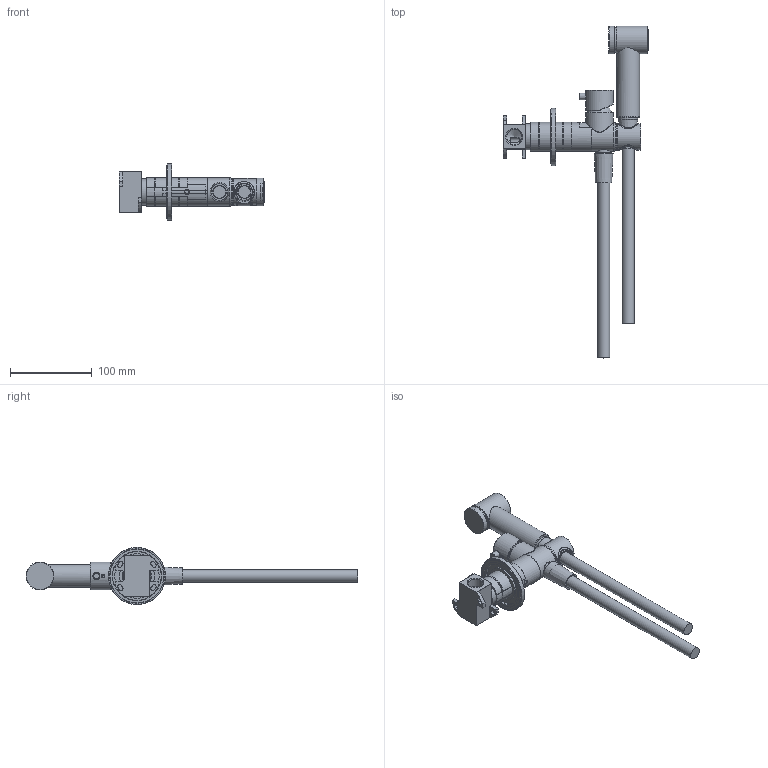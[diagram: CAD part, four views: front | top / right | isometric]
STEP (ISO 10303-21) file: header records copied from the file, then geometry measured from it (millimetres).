
FILE_DESCRIPTION(/* description */ ('Unknown'),/* implementation_level */ '2;1');
FILE_NAME(/* name */ 'KHDS2-20',/* time_stamp */ '2020-03-18T15:08:12+01:00',/* author */ ('Unknown'),/* organization */ ('Unknown'),/* preprocessor_version */ 'ST-DEVELOPER v16.7',/* originating_system */ 'DEX',/* authorisation */ $);
FILE_SCHEMA (('AUTOMOTIVE_DESIGN {1 0 10303 214 3 1 1}'));
Length unit declared in the file: millimetre
Products named in the file (37): KHDS2-00 rel1; HBKDSH2-00; KHDS2-02; KHDS2-04; KHDS2-03; KHDS2-01; BR003-11; KHDS2-05; KHDS2EXT-00; KHDS2-08; KHDS2-06 rel1; CB029-04 rel1; KHDS2-07; B002-001; SSR400003_ASM_4_ASM; ASM0001_ASM_1_ASM_5_ASM; 001_AF2_1_1; 003_1_1; SPINA3X130; 004_1_10; 002_AF2_1_1; 006_1_1; 007_1_2; L004-05; M437-10; KHDS2-10; FKM18-002; M015-001; KHDS2-09; L005-MAN; CB077-10; L004-03; B077-25; B077-05; L004-04; CB031-05 R1; inserto b077
Assembly tree (47 placements, depth 6):
  KHDS2-00 rel1
    HBKDSH2-00
      KHDS2-02
      KHDS2-04
      KHDS2-03  x2
      KHDS2-01
      BR003-11  x2
      KHDS2-05
    KHDS2EXT-00
      KHDS2-08  x2
      KHDS2-06 rel1
      BR003-11  x6
      CB029-04 rel1
      KHDS2-07
      B002-001
        SSR400003_ASM_4_ASM
          ASM0001_ASM_1_ASM_5_ASM
            001_AF2_1_1
            003_1_1
            SPINA3X130
            004_1_10
            002_AF2_1_1
            006_1_1
            007_1_2
      L004-05
      M437-10  x2
      KHDS2-10
      FKM18-002
      M015-001  x2
      KHDS2-09
      L005-MAN
      CB077-10
      L004-03
      B077-25
      B077-05
      L004-04
      CB031-05 R1
    inserto b077
Bounding box: 178.03 x 406.24 x 70 mm (x, y, z)
Volume: 397579.6 mm3; surface area: 173049.2 mm2
Topology: 41 solids, 42 shells, 1991 faces, 4735 edges, 2812 vertices
Faces by surface type: cylinder 728, plane 679, bspline 188, torus 162, sphere 124, cone 110
Full cylindrical faces by diameter (mm): 1 x18, 3 x6, 3.02 x1, 3.242 x2, 3.25 x2, 4.1 x1, 4.134 x1, 4.2 x1, 4.3 x1, 5 x3, 5.1 x1, 5.2 x2, 6 x4, 6.3 x3, 7 x3, 8 x10, 8.1 x1, 8.5 x1, 8.7 x1, 8.917 x8, 8.998 x1, 9 x1, 9.4 x1, 10 x12, 10.5 x2, 10.7 x2, 12 x6, 12.2 x2, 12.3 x3, 13.8 x1
Entity records: 63827 total; most frequent: CARTESIAN_POINT 15049, DIRECTION 8777, ORIENTED_EDGE 7822, EDGE_CURVE 3911, AXIS2_PLACEMENT_3D 3617, VERTEX_POINT 2488, FACE_BOUND 2335, EDGE_LOOP 2320
